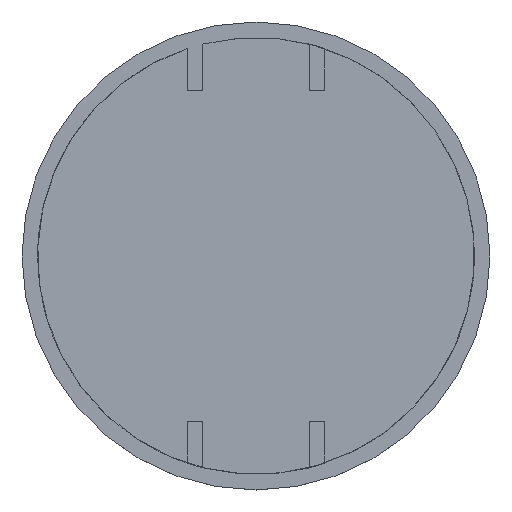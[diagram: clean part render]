
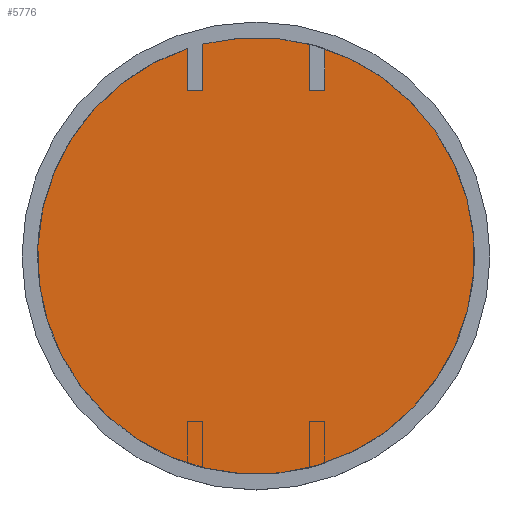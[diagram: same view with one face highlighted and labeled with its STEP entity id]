
A CAD part, top view. The second image highlights one B-rep face of the part: STEP entity #5776.
In plain terms, the highlighted planar face has unit normal (0, 0, 1).
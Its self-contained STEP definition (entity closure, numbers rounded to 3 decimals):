
#622 = PLANE('',#623);
#623 = AXIS2_PLACEMENT_3D('',#624,#625,#626);
#624 = CARTESIAN_POINT('',(-22.,66.453,18.));
#625 = DIRECTION('',(-1.,0.,0.));
#626 = DIRECTION('',(0.,1.,0.));
#651 = CYLINDRICAL_SURFACE('',#652,70.);
#652 = AXIS2_PLACEMENT_3D('',#653,#654,#655);
#653 = CARTESIAN_POINT('',(0.,0.,18.));
#654 = DIRECTION('',(0.,0.,-1.));
#655 = DIRECTION('',(-1.,-0.,0.));
#679 = PLANE('',#680);
#680 = AXIS2_PLACEMENT_3D('',#681,#682,#683);
#681 = CARTESIAN_POINT('',(-17.,28.,18.));
#682 = DIRECTION('',(1.,0.,0.));
#683 = DIRECTION('',(0.,-1.,0.));
#707 = PLANE('',#708);
#708 = AXIS2_PLACEMENT_3D('',#709,#710,#711);
#709 = CARTESIAN_POINT('',(-17.,28.,18.));
#710 = DIRECTION('',(0.,-0.707,0.707));
#711 = DIRECTION('',(0.,-0.707,-0.707));
#2638 = VERTEX_POINT('',#2639);
#2639 = CARTESIAN_POINT('',(-22.,66.453,43.));
#2660 = EDGE_CURVE('',#2638,#2661,#2663,.T.);
#2661 = VERTEX_POINT('',#2662);
#2662 = CARTESIAN_POINT('',(-22.,53.,43.));
#2663 = SURFACE_CURVE('',#2664,(#2668,#2675),.PCURVE_S1.);
#2664 = LINE('',#2665,#2666);
#2665 = CARTESIAN_POINT('',(-22.,66.453,43.));
#2666 = VECTOR('',#2667,1.);
#2667 = DIRECTION('',(0.,-1.,0.));
#2668 = PCURVE('',#622,#2669);
#2669 = DEFINITIONAL_REPRESENTATION('',(#2670),#2674);
#2670 = LINE('',#2671,#2672);
#2671 = CARTESIAN_POINT('',(0.,-25.));
#2672 = VECTOR('',#2673,1.);
#2673 = DIRECTION('',(-1.,0.));
#2674 = ( GEOMETRIC_REPRESENTATION_CONTEXT(2) 
PARAMETRIC_REPRESENTATION_CONTEXT() REPRESENTATION_CONTEXT('2D SPACE',''
  ) );
#2675 = PCURVE('',#2676,#2681);
#2676 = PLANE('',#2677);
#2677 = AXIS2_PLACEMENT_3D('',#2678,#2679,#2680);
#2678 = CARTESIAN_POINT('',(-21.723,45.9,43.));
#2679 = DIRECTION('',(0.,0.,-1.));
#2680 = DIRECTION('',(-0.,-1.,0.));
#2681 = DEFINITIONAL_REPRESENTATION('',(#2682),#2686);
#2682 = LINE('',#2683,#2684);
#2683 = CARTESIAN_POINT('',(-20.553,0.277));
#2684 = VECTOR('',#2685,1.);
#2685 = DIRECTION('',(1.,0.));
#2686 = ( GEOMETRIC_REPRESENTATION_CONTEXT(2) 
PARAMETRIC_REPRESENTATION_CONTEXT() REPRESENTATION_CONTEXT('2D SPACE',''
  ) );
#2736 = EDGE_CURVE('',#2737,#2638,#2739,.T.);
#2737 = VERTEX_POINT('',#2738);
#2738 = CARTESIAN_POINT('',(-17.,67.904,43.));
#2739 = SURFACE_CURVE('',#2740,(#2745,#2752),.PCURVE_S1.);
#2740 = CIRCLE('',#2741,70.);
#2741 = AXIS2_PLACEMENT_3D('',#2742,#2743,#2744);
#2742 = CARTESIAN_POINT('',(0.,0.,43.));
#2743 = DIRECTION('',(-0.,0.,-1.));
#2744 = DIRECTION('',(-1.,0.,0.));
#2745 = PCURVE('',#651,#2746);
#2746 = DEFINITIONAL_REPRESENTATION('',(#2747),#2751);
#2747 = LINE('',#2748,#2749);
#2748 = CARTESIAN_POINT('',(0.,-25.));
#2749 = VECTOR('',#2750,1.);
#2750 = DIRECTION('',(1.,0.));
#2751 = ( GEOMETRIC_REPRESENTATION_CONTEXT(2) 
PARAMETRIC_REPRESENTATION_CONTEXT() REPRESENTATION_CONTEXT('2D SPACE',''
  ) );
#2752 = PCURVE('',#2676,#2753);
#2753 = DEFINITIONAL_REPRESENTATION('',(#2754),#2758);
#2754 = CIRCLE('',#2755,70.);
#2755 = AXIS2_PLACEMENT_2D('',#2756,#2757);
#2756 = CARTESIAN_POINT('',(45.9,-21.723));
#2757 = DIRECTION('',(-0.,1.));
#2758 = ( GEOMETRIC_REPRESENTATION_CONTEXT(2) 
PARAMETRIC_REPRESENTATION_CONTEXT() REPRESENTATION_CONTEXT('2D SPACE',''
  ) );
#3006 = VERTEX_POINT('',#3007);
#3007 = CARTESIAN_POINT('',(-17.,53.,43.));
#3028 = EDGE_CURVE('',#3006,#2737,#3029,.T.);
#3029 = SURFACE_CURVE('',#3030,(#3034,#3041),.PCURVE_S1.);
#3030 = LINE('',#3031,#3032);
#3031 = CARTESIAN_POINT('',(-17.,28.,43.));
#3032 = VECTOR('',#3033,1.);
#3033 = DIRECTION('',(0.,1.,0.));
#3034 = PCURVE('',#679,#3035);
#3035 = DEFINITIONAL_REPRESENTATION('',(#3036),#3040);
#3036 = LINE('',#3037,#3038);
#3037 = CARTESIAN_POINT('',(0.,-25.));
#3038 = VECTOR('',#3039,1.);
#3039 = DIRECTION('',(-1.,0.));
#3040 = ( GEOMETRIC_REPRESENTATION_CONTEXT(2) 
PARAMETRIC_REPRESENTATION_CONTEXT() REPRESENTATION_CONTEXT('2D SPACE',''
  ) );
#3041 = PCURVE('',#2676,#3042);
#3042 = DEFINITIONAL_REPRESENTATION('',(#3043),#3047);
#3043 = LINE('',#3044,#3045);
#3044 = CARTESIAN_POINT('',(17.9,-4.723));
#3045 = VECTOR('',#3046,1.);
#3046 = DIRECTION('',(-1.,0.));
#3047 = ( GEOMETRIC_REPRESENTATION_CONTEXT(2) 
PARAMETRIC_REPRESENTATION_CONTEXT() REPRESENTATION_CONTEXT('2D SPACE',''
  ) );
#3084 = EDGE_CURVE('',#2661,#3006,#3085,.T.);
#3085 = SURFACE_CURVE('',#3086,(#3090,#3097),.PCURVE_S1.);
#3086 = LINE('',#3087,#3088);
#3087 = CARTESIAN_POINT('',(-19.361,53.,43.));
#3088 = VECTOR('',#3089,1.);
#3089 = DIRECTION('',(1.,0.,0.));
#3090 = PCURVE('',#707,#3091);
#3091 = DEFINITIONAL_REPRESENTATION('',(#3092),#3096);
#3092 = LINE('',#3093,#3094);
#3093 = CARTESIAN_POINT('',(-35.355,-2.361));
#3094 = VECTOR('',#3095,1.);
#3095 = DIRECTION('',(0.,1.));
#3096 = ( GEOMETRIC_REPRESENTATION_CONTEXT(2) 
PARAMETRIC_REPRESENTATION_CONTEXT() REPRESENTATION_CONTEXT('2D SPACE',''
  ) );
#3097 = PCURVE('',#2676,#3098);
#3098 = DEFINITIONAL_REPRESENTATION('',(#3099),#3103);
#3099 = LINE('',#3100,#3101);
#3100 = CARTESIAN_POINT('',(-7.1,-2.361));
#3101 = VECTOR('',#3102,1.);
#3102 = DIRECTION('',(0.,-1.));
#3103 = ( GEOMETRIC_REPRESENTATION_CONTEXT(2) 
PARAMETRIC_REPRESENTATION_CONTEXT() REPRESENTATION_CONTEXT('2D SPACE',''
  ) );
#5776 = ADVANCED_FACE('',(#5777),#2676,.F.);
#5777 = FACE_BOUND('',#5778,.T.);
#5778 = EDGE_LOOP('',(#5779,#5780,#5781,#5782));
#5779 = ORIENTED_EDGE('',*,*,#2736,.F.);
#5780 = ORIENTED_EDGE('',*,*,#2660,.T.);
#5781 = ORIENTED_EDGE('',*,*,#3084,.T.);
#5782 = ORIENTED_EDGE('',*,*,#3028,.T.);
